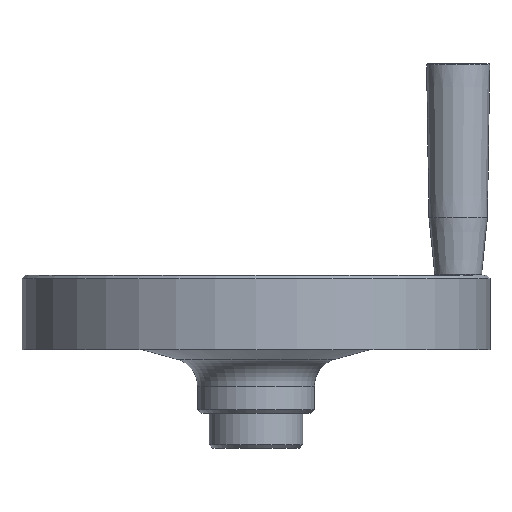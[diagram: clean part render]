
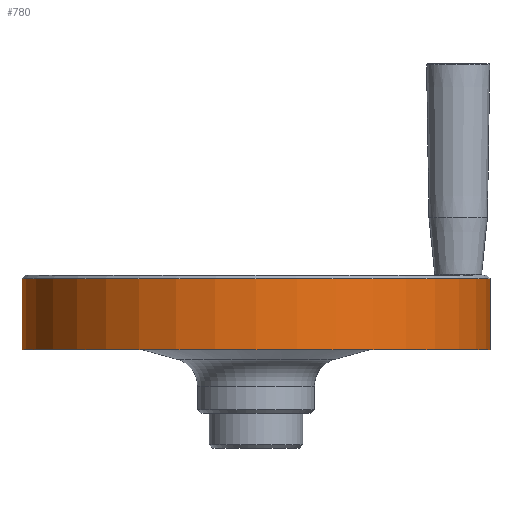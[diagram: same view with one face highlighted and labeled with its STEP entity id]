
A CAD part, front view. The second image highlights one B-rep face of the part: STEP entity #780.
In plain terms, the highlighted cylindrical face has radius 100 mm (diameter 200 mm), a full revolution.
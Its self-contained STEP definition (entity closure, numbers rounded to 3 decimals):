
#780 = ADVANCED_FACE( '', ( #1692, #1693 ), #1694, .T. );
#1692 = FACE_OUTER_BOUND( '', #4713, .T. );
#1693 = FACE_OUTER_BOUND( '', #4714, .T. );
#1694 = CYLINDRICAL_SURFACE( '', #4715, 100. );
#4713 = EDGE_LOOP( '', ( #7046 ) );
#4714 = EDGE_LOOP( '', ( #7047 ) );
#4715 = AXIS2_PLACEMENT_3D( '', #7048, #7049, #7050 );
#7046 = ORIENTED_EDGE( '', *, *, #7831, .T. );
#7047 = ORIENTED_EDGE( '', *, *, #7896, .T. );
#7048 = CARTESIAN_POINT( '', ( 0., 0., 57.15 ) );
#7049 = DIRECTION( '', ( 0., 0., -1. ) );
#7050 = DIRECTION( '', ( 1., 0., 0. ) );
#7831 = EDGE_CURVE( '', #8916, #8916, #8917, .T. );
#7896 = EDGE_CURVE( '', #9019, #9019, #9020, .T. );
#8916 = VERTEX_POINT( '', #10836 );
#8917 = CIRCLE( '', #10837, 100. );
#9019 = VERTEX_POINT( '', #11149 );
#9020 = CIRCLE( '', #11150, 100. );
#10836 = CARTESIAN_POINT( '', ( -100., 0., 57.5 ) );
#10837 = AXIS2_PLACEMENT_3D( '', #14004, #14005, #14006 );
#11149 = CARTESIAN_POINT( '', ( 100., 0., 27. ) );
#11150 = AXIS2_PLACEMENT_3D( '', #14099, #14100, #14101 );
#14004 = CARTESIAN_POINT( '', ( 0., 0., 57.5 ) );
#14005 = DIRECTION( '', ( 0., 0., -1. ) );
#14006 = DIRECTION( '', ( -1., 0., 0. ) );
#14099 = CARTESIAN_POINT( '', ( 0., 0., 27. ) );
#14100 = DIRECTION( '', ( 0., 0., 1. ) );
#14101 = DIRECTION( '', ( 1., 0., 0. ) );
